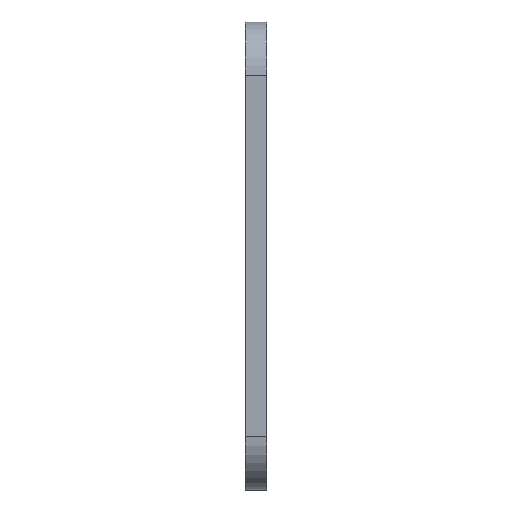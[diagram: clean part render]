
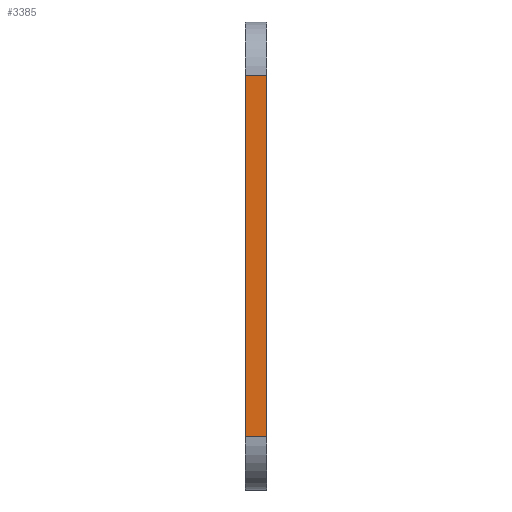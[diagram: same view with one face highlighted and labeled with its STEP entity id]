
A CAD part, left-side view. The second image highlights one B-rep face of the part: STEP entity #3385.
In plain terms, the highlighted planar face has unit normal (-1, 0, 0).
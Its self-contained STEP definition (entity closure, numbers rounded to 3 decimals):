
#136 = DIRECTION ( 'NONE',  ( 1., 0., 0. ) ) ;
#233 = EDGE_CURVE ( 'NONE', #5659, #6917, #724, .T. ) ;
#604 = LINE ( 'NONE', #6214, #3507 ) ;
#724 = LINE ( 'NONE', #6302, #984 ) ;
#984 = VECTOR ( 'NONE', #5061, 1000. ) ;
#1281 = VERTEX_POINT ( 'NONE', #4576 ) ;
#1361 = AXIS2_PLACEMENT_3D ( 'NONE', #5754, #136, #6299 ) ;
#1755 = PLANE ( 'NONE',  #1361 ) ;
#2918 = CARTESIAN_POINT ( 'NONE',  ( 0., 4., 78. ) ) ;
#2986 = VECTOR ( 'NONE', #5704, 1000. ) ;
#3301 = ORIENTED_EDGE ( 'NONE', *, *, #233, .T. ) ;
#3385 = ADVANCED_FACE ( 'NONE', ( #3994 ), #1755, .F. ) ;
#3507 = VECTOR ( 'NONE', #7260, 1000. ) ;
#3736 = EDGE_LOOP ( 'NONE', ( #5603, #5842, #4008, #3301 ) ) ;
#3909 = DIRECTION ( 'NONE',  ( 0., 1., 0. ) ) ;
#3994 = FACE_OUTER_BOUND ( 'NONE', #3736, .T. ) ;
#4008 = ORIENTED_EDGE ( 'NONE', *, *, #4828, .F. ) ;
#4025 = VERTEX_POINT ( 'NONE', #6397 ) ;
#4576 = CARTESIAN_POINT ( 'NONE',  ( 0., 4., 78. ) ) ;
#4604 = LINE ( 'NONE', #2918, #5916 ) ;
#4650 = CARTESIAN_POINT ( 'NONE',  ( 0., 4., 10. ) ) ;
#4814 = EDGE_CURVE ( 'NONE', #4025, #1281, #4604, .T. ) ;
#4828 = EDGE_CURVE ( 'NONE', #5659, #1281, #5009, .T. ) ;
#5009 = LINE ( 'NONE', #7258, #2986 ) ;
#5061 = DIRECTION ( 'NONE',  ( 0., -1., 0. ) ) ;
#5603 = ORIENTED_EDGE ( 'NONE', *, *, #6127, .T. ) ;
#5615 = CARTESIAN_POINT ( 'NONE',  ( 0., 0., 10. ) ) ;
#5659 = VERTEX_POINT ( 'NONE', #4650 ) ;
#5704 = DIRECTION ( 'NONE',  ( 0., 0., 1. ) ) ;
#5754 = CARTESIAN_POINT ( 'NONE',  ( 0., 4., 0. ) ) ;
#5842 = ORIENTED_EDGE ( 'NONE', *, *, #4814, .T. ) ;
#5916 = VECTOR ( 'NONE', #3909, 1000. ) ;
#6127 = EDGE_CURVE ( 'NONE', #6917, #4025, #604, .T. ) ;
#6214 = CARTESIAN_POINT ( 'NONE',  ( 0., 0., 0. ) ) ;
#6299 = DIRECTION ( 'NONE',  ( 0., 0., -1. ) ) ;
#6302 = CARTESIAN_POINT ( 'NONE',  ( 0., 4., 10. ) ) ;
#6397 = CARTESIAN_POINT ( 'NONE',  ( 0., 0., 78. ) ) ;
#6917 = VERTEX_POINT ( 'NONE', #5615 ) ;
#7258 = CARTESIAN_POINT ( 'NONE',  ( 0., 4., 0. ) ) ;
#7260 = DIRECTION ( 'NONE',  ( 0., 0., 1. ) ) ;
